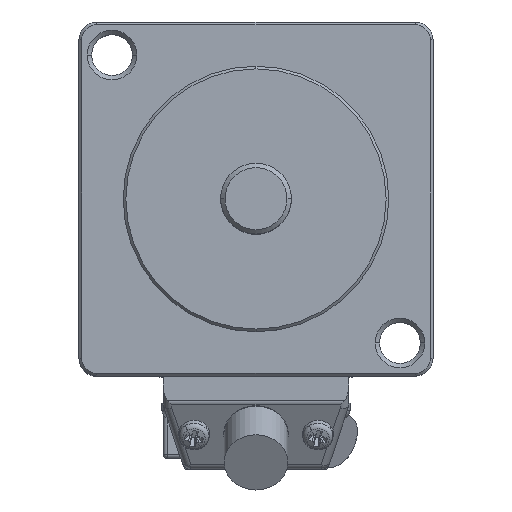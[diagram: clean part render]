
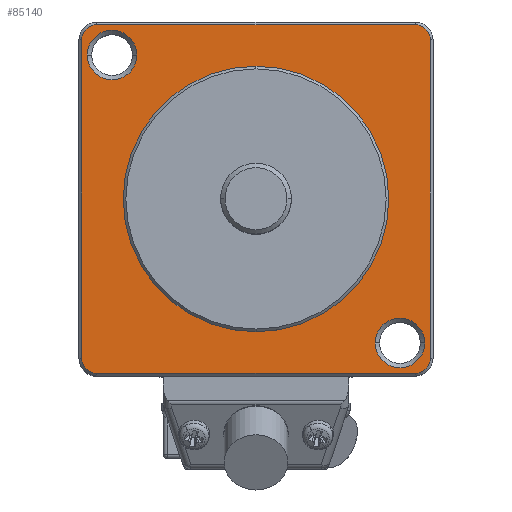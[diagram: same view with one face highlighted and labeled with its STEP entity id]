
A CAD part, top view. The second image highlights one B-rep face of the part: STEP entity #85140.
In plain terms, the highlighted planar face has unit normal (0, 0, 1).
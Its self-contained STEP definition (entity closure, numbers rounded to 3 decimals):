
#79620=CARTESIAN_POINT('',(-15.,0.,18.5));
#79630=VERTEX_POINT('',#79620);
#79660=CARTESIAN_POINT('',(0.,0.,
18.5));
#79670=DIRECTION('',(0.,0.,1.));
#79680=DIRECTION('',(1.,0.,0.));
#79690=AXIS2_PLACEMENT_3D('',#79660,#79670,#79680);
#79700=CIRCLE('',#79690,15.);
#79710=CARTESIAN_POINT('',(15.,0.,18.5));
#79720=VERTEX_POINT('',#79710);
#79730=EDGE_CURVE('',#79720,#79630,#79700,.T.);
#83900=CARTESIAN_POINT('',(13.463,-16.263,18.5));
#83910=VERTEX_POINT('',#83900);
#83940=CARTESIAN_POINT('',(16.263,-16.263,18.5));
#83950=DIRECTION('',(0.,0.,1.));
#83960=DIRECTION('',(1.,0.,0.));
#83970=AXIS2_PLACEMENT_3D('',#83940,#83950,#83960);
#83980=CIRCLE('',#83970,2.8);
#83990=CARTESIAN_POINT('',(19.063,-16.263,18.5));
#84000=VERTEX_POINT('',#83990);
#84010=EDGE_CURVE('',#84000,#83910,#83980,.T.);
#84140=CARTESIAN_POINT('',(-19.7,-19.7,18.5));
#84150=DIRECTION('',(0.,0.,1.));
#84160=DIRECTION('',(1.,0.,0.));
#84170=AXIS2_PLACEMENT_3D('',#84140,#84150,#84160);
#84180=PLANE('',#84170);
#84190=CARTESIAN_POINT('',(-18.,18.,18.5));
#84200=DIRECTION('',(0.,0.,-1.));
#84210=DIRECTION('',(-1.,0.,0.));
#84220=AXIS2_PLACEMENT_3D('',#84190,#84200,#84210);
#84230=CIRCLE('',#84220,1.7);
#84240=CARTESIAN_POINT('',(-19.7,18.,18.5));
#84250=VERTEX_POINT('',#84240);
#84260=CARTESIAN_POINT('',(-18.,19.7,18.5));
#84270=VERTEX_POINT('',#84260);
#84280=EDGE_CURVE('',#84250,#84270,#84230,.T.);
#84290=ORIENTED_EDGE('',*,*,#84280,.F.);
#84300=CARTESIAN_POINT('',(0.,19.7,18.5));
#84310=DIRECTION('',(1.,0.,0.));
#84320=VECTOR('',#84310,1.);
#84330=LINE('',#84300,#84320);
#84340=CARTESIAN_POINT('',(18.,19.7,18.5));
#84350=VERTEX_POINT('',#84340);
#84360=EDGE_CURVE('',#84270,#84350,#84330,.T.);
#84370=ORIENTED_EDGE('',*,*,#84360,.F.);
#84380=CARTESIAN_POINT('',(18.,18.,18.5));
#84390=DIRECTION('',(0.,0.,-1.));
#84400=DIRECTION('',(-1.,0.,0.));
#84410=AXIS2_PLACEMENT_3D('',#84380,#84390,#84400);
#84420=CIRCLE('',#84410,1.7);
#84430=CARTESIAN_POINT('',(19.7,18.,18.5));
#84440=VERTEX_POINT('',#84430);
#84450=EDGE_CURVE('',#84350,#84440,#84420,.T.);
#84460=ORIENTED_EDGE('',*,*,#84450,.F.);
#84470=CARTESIAN_POINT('',(19.7,0.,18.5));
#84480=DIRECTION('',(0.,-1.,0.));
#84490=VECTOR('',#84480,1.);
#84500=LINE('',#84470,#84490);
#84510=CARTESIAN_POINT('',(19.7,-18.,18.5));
#84520=VERTEX_POINT('',#84510);
#84530=EDGE_CURVE('',#84440,#84520,#84500,.T.);
#84540=ORIENTED_EDGE('',*,*,#84530,.F.);
#84550=CARTESIAN_POINT('',(18.,-18.,18.5));
#84560=DIRECTION('',(0.,0.,-1.));
#84570=DIRECTION('',(-1.,0.,0.));
#84580=AXIS2_PLACEMENT_3D('',#84550,#84560,#84570);
#84590=CIRCLE('',#84580,1.7);
#84600=CARTESIAN_POINT('',(18.,-19.7,18.5));
#84610=VERTEX_POINT('',#84600);
#84620=EDGE_CURVE('',#84520,#84610,#84590,.T.);
#84630=ORIENTED_EDGE('',*,*,#84620,.F.);
#84640=CARTESIAN_POINT('',(0.,-19.7,18.5));
#84650=DIRECTION('',(-1.,0.,0.));
#84660=VECTOR('',#84650,1.);
#84670=LINE('',#84640,#84660);
#84680=CARTESIAN_POINT('',(-18.,-19.7,18.5));
#84690=VERTEX_POINT('',#84680);
#84700=EDGE_CURVE('',#84610,#84690,#84670,.T.);
#84710=ORIENTED_EDGE('',*,*,#84700,.F.);
#84720=CARTESIAN_POINT('',(-18.,-18.,18.5));
#84730=DIRECTION('',(0.,0.,-1.));
#84740=DIRECTION('',(-1.,0.,0.));
#84750=AXIS2_PLACEMENT_3D('',#84720,#84730,#84740);
#84760=CIRCLE('',#84750,1.7);
#84770=CARTESIAN_POINT('',(-19.7,-18.,18.5));
#84780=VERTEX_POINT('',#84770);
#84790=EDGE_CURVE('',#84690,#84780,#84760,.T.);
#84800=ORIENTED_EDGE('',*,*,#84790,.F.);
#84810=CARTESIAN_POINT('',(-19.7,0.,18.5));
#84820=DIRECTION('',(0.,1.,0.));
#84830=VECTOR('',#84820,1.);
#84840=LINE('',#84810,#84830);
#84850=EDGE_CURVE('',#84780,#84250,#84840,.T.);
#84860=ORIENTED_EDGE('',*,*,#84850,.F.);
#84870=EDGE_LOOP('',(#84860,#84800,#84710,#84630,#84540,#84460,#84370,
#84290));
#84880=FACE_OUTER_BOUND('',#84870,.T.);
#84890=EDGE_CURVE('',#79630,#79720,#79700,.T.);
#84900=ORIENTED_EDGE('',*,*,#84890,.F.);
#84910=ORIENTED_EDGE('',*,*,#79730,.F.);
#84920=EDGE_LOOP('',(#84910,#84900));
#84930=FACE_BOUND('',#84920,.T.);
#84940=CARTESIAN_POINT('',(-16.263,16.263,18.5));
#84950=DIRECTION('',(0.,0.,1.));
#84960=DIRECTION('',(1.,0.,0.));
#84970=AXIS2_PLACEMENT_3D('',#84940,#84950,#84960);
#84980=CIRCLE('',#84970,2.8);
#84990=CARTESIAN_POINT('',(-19.063,16.263,18.5));
#85000=VERTEX_POINT('',#84990);
#85010=CARTESIAN_POINT('',(-13.463,16.263,18.5));
#85020=VERTEX_POINT('',#85010);
#85030=EDGE_CURVE('',#85000,#85020,#84980,.T.);
#85040=ORIENTED_EDGE('',*,*,#85030,.F.);
#85050=EDGE_CURVE('',#85020,#85000,#84980,.T.);
#85060=ORIENTED_EDGE('',*,*,#85050,.F.);
#85070=EDGE_LOOP('',(#85060,#85040));
#85080=FACE_BOUND('',#85070,.T.);
#85090=EDGE_CURVE('',#83910,#84000,#83980,.T.);
#85100=ORIENTED_EDGE('',*,*,#85090,.F.);
#85110=ORIENTED_EDGE('',*,*,#84010,.F.);
#85120=EDGE_LOOP('',(#85110,#85100));
#85130=FACE_BOUND('',#85120,.T.);
#85140=ADVANCED_FACE('',(#84880,#84930,#85080,#85130),#84180,.T.);
